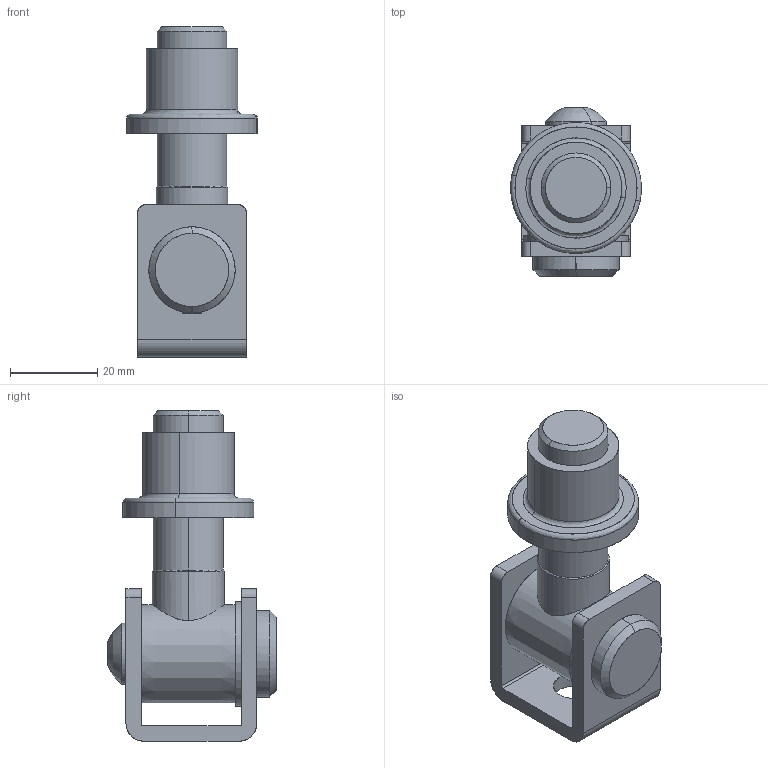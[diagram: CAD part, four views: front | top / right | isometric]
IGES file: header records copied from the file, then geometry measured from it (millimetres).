
Start section: SolidWorks IGES file using analytic representation for surfaces
Global section: file name: 120-M16-V4A.IGS; native system: SolidWorks 2018; preprocessor: SolidWorks 2018; author: Christian; date: 210205.112814; units: millimetre
Bounding box: 30 x 38.7 x 75.75 mm (x, y, z)
Surface area: 17457.3 mm2 (no closed solid volume)
Topology: 0 solids, 0 shells, 380 faces, 4071 edges, 4067 vertices
Faces by surface type: bspline 308, revolution 72
